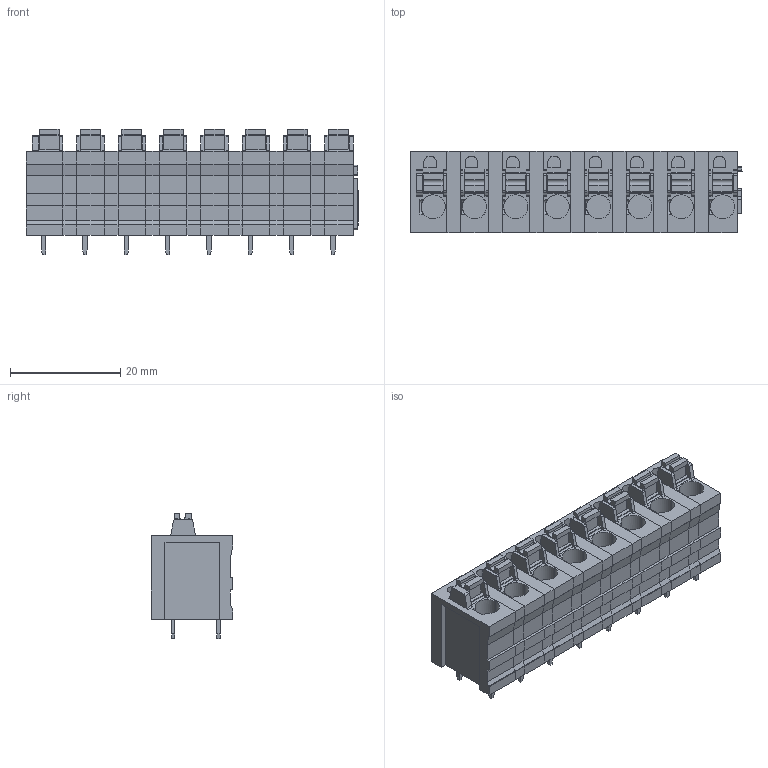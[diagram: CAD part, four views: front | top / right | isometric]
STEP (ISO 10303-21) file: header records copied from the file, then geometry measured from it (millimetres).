
FILE_DESCRIPTION(('CATIA V5 STEP Exchange','CAx-IF Rec.Pracs.--- Model Styling and Organization---1.4--- 2014-01-23'),'2;1');
FILE_NAME ('1296380-1_0', '2022-05-31T05:58:57+00:00', ('none'), ('Weidmueller'), 'CATIA Version 5-6 Release 2016 SP3 HF44', 'CATIA V5 STEP AP214', 'none');
FILE_SCHEMA(('AUTOMOTIVE_DESIGN { 1 0 10303 214 1 1 1 1 }'));
Length unit declared in the file: millimetre
Products named in the file (1): 2774600000
Bounding box: 60.23 x 14.8 x 22.7 mm (x, y, z)
Volume: 12561.2 mm3; surface area: 12795.2 mm2
Topology: 39 solids, 39 shells, 862 faces, 2295 edges, 1530 vertices
Faces by surface type: plane 695, cylinder 167
Entity records: 24077 total; most frequent: ORIENTED_EDGE 4590, CARTESIAN_POINT 4532, DIRECTION 2892, EDGE_CURVE 2295, VECTOR 1893, LINE 1893, VERTEX_POINT 1530, EDGE_LOOP 881
